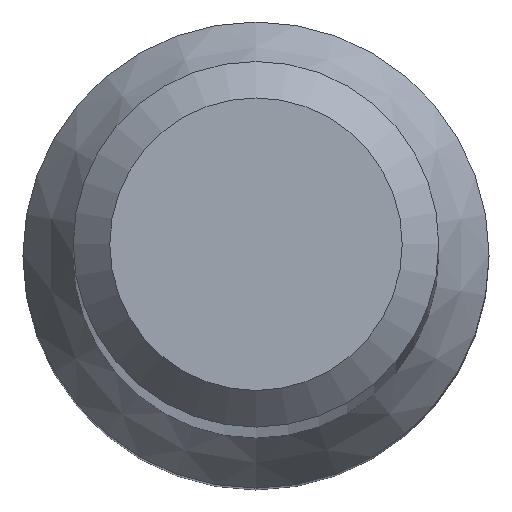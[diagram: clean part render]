
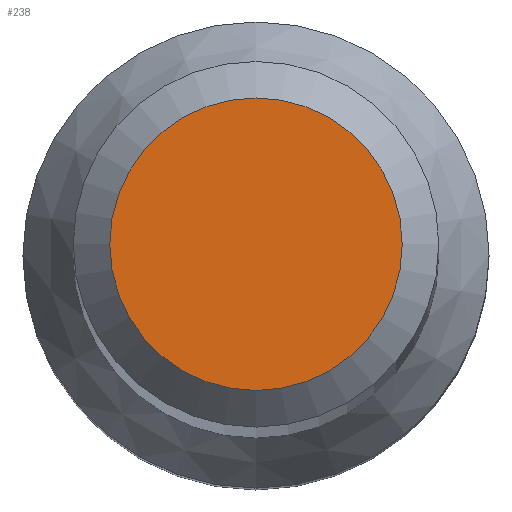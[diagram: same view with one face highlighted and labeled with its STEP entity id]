
A CAD part, top view. The second image highlights one B-rep face of the part: STEP entity #238.
In plain terms, the highlighted planar face has unit normal (0, 0, 1).
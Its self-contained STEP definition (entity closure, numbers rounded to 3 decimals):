
#2 = CARTESIAN_POINT ( 'NONE',  ( 0., 0., 80. ) ) ;
#15 = DIRECTION ( 'NONE',  ( 0., 1., 0. ) ) ;
#53 = FACE_OUTER_BOUND ( 'NONE', #178, .T. ) ;
#56 = CARTESIAN_POINT ( 'NONE',  ( 0., 1.6, 80. ) ) ;
#68 = EDGE_CURVE ( 'NONE', #199, #199, #174, .T. ) ;
#84 = AXIS2_PLACEMENT_3D ( 'NONE', #153, #182, #15 ) ;
#121 = AXIS2_PLACEMENT_3D ( 'NONE', #2, #229, #165 ) ;
#153 = CARTESIAN_POINT ( 'NONE',  ( 0., 0., 80. ) ) ;
#165 = DIRECTION ( 'NONE',  ( 0., 1., 0. ) ) ;
#174 = CIRCLE ( 'NONE', #121, 1.6 ) ;
#176 = ORIENTED_EDGE ( 'NONE', *, *, #68, .F. ) ;
#178 = EDGE_LOOP ( 'NONE', ( #176 ) ) ;
#182 = DIRECTION ( 'NONE',  ( 0., 0., -1. ) ) ;
#197 = PLANE ( 'NONE',  #84 ) ;
#199 = VERTEX_POINT ( 'NONE', #56 ) ;
#229 = DIRECTION ( 'NONE',  ( 0., 0., -1. ) ) ;
#238 = ADVANCED_FACE ( 'NONE', ( #53 ), #197, .F. ) ;
